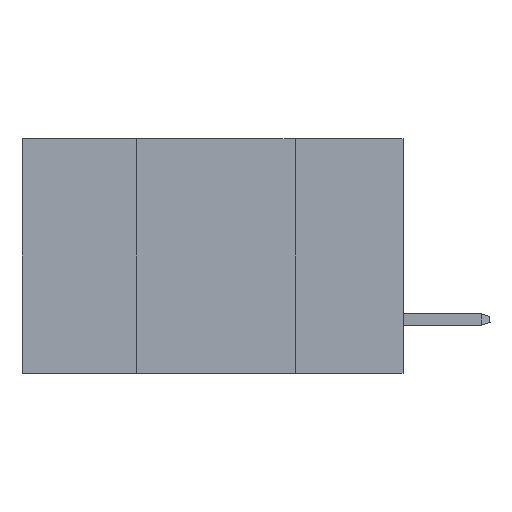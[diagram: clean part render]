
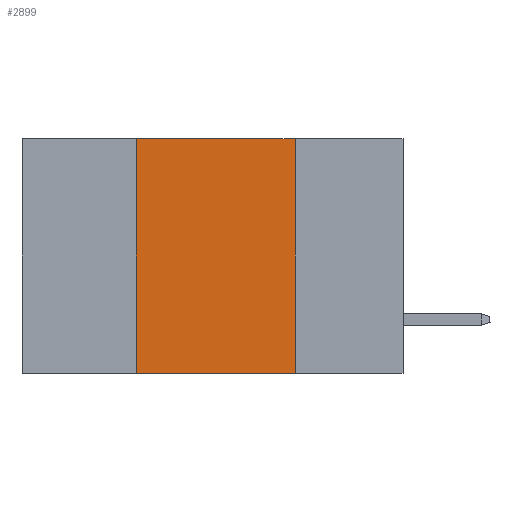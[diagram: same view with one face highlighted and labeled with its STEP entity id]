
A CAD part, left-side view. The second image highlights one B-rep face of the part: STEP entity #2899.
In plain terms, the highlighted planar face has unit normal (-1, 0, 0).
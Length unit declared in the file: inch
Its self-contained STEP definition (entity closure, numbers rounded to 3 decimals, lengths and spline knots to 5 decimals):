
#512 = CARTESIAN_POINT ( 'NONE',  ( 0., 0.42, -0.37 ) ) ;
#1376 = CARTESIAN_POINT ( 'NONE',  ( 0., 0.42, 0. ) ) ;
#2203 = VERTEX_POINT ( 'NONE', #15310 ) ;
#2899 = ADVANCED_FACE ( 'NONE', ( #24467 ), #20721, .F. ) ;
#3123 = DIRECTION ( 'NONE',  ( 0., 0., 1. ) ) ;
#4719 = VECTOR ( 'NONE', #3123, 39.37008 ) ;
#5080 = LINE ( 'NONE', #13160, #6509 ) ;
#5626 = VECTOR ( 'NONE', #10536, 39.37008 ) ;
#6509 = VECTOR ( 'NONE', #18633, 39.37008 ) ;
#6548 = CARTESIAN_POINT ( 'NONE',  ( 0., 0.6, -0.37 ) ) ;
#6655 = CARTESIAN_POINT ( 'NONE',  ( 0., 0.42, 0. ) ) ;
#7443 = ORIENTED_EDGE ( 'NONE', *, *, #19439, .T. ) ;
#8918 = ORIENTED_EDGE ( 'NONE', *, *, #17962, .F. ) ;
#9233 = DIRECTION ( 'NONE',  ( 0., -1., 0. ) ) ;
#9309 = EDGE_LOOP ( 'NONE', ( #10829, #10060, #8918, #7443 ) ) ;
#10055 = CARTESIAN_POINT ( 'NONE',  ( 0., 0.17, -0.37 ) ) ;
#10060 = ORIENTED_EDGE ( 'NONE', *, *, #19032, .F. ) ;
#10536 = DIRECTION ( 'NONE',  ( 0., -1., 0. ) ) ;
#10829 = ORIENTED_EDGE ( 'NONE', *, *, #21237, .F. ) ;
#12636 = LINE ( 'NONE', #6548, #5626 ) ;
#12939 = CARTESIAN_POINT ( 'NONE',  ( 0., 0.6, 0. ) ) ;
#13160 = CARTESIAN_POINT ( 'NONE',  ( 0., 0.17, 0. ) ) ;
#15310 = CARTESIAN_POINT ( 'NONE',  ( 0., 0.17, 0. ) ) ;
#15419 = AXIS2_PLACEMENT_3D ( 'NONE', #22461, #16737, #20857 ) ;
#16737 = DIRECTION ( 'NONE',  ( 1., 0., 0. ) ) ;
#17201 = VERTEX_POINT ( 'NONE', #512 ) ;
#17962 = EDGE_CURVE ( 'NONE', #17201, #23011, #19578, .T. ) ;
#18633 = DIRECTION ( 'NONE',  ( 0., 0., -1. ) ) ;
#18822 = VERTEX_POINT ( 'NONE', #10055 ) ;
#19032 = EDGE_CURVE ( 'NONE', #23011, #2203, #21314, .T. ) ;
#19439 = EDGE_CURVE ( 'NONE', #17201, #18822, #12636, .T. ) ;
#19578 = LINE ( 'NONE', #1376, #4719 ) ;
#20721 = PLANE ( 'NONE',  #15419 ) ;
#20857 = DIRECTION ( 'NONE',  ( 0., 0., -1. ) ) ;
#20860 = VECTOR ( 'NONE', #9233, 39.37008 ) ;
#21237 = EDGE_CURVE ( 'NONE', #2203, #18822, #5080, .T. ) ;
#21314 = LINE ( 'NONE', #12939, #20860 ) ;
#22461 = CARTESIAN_POINT ( 'NONE',  ( 0., 0.6, 0. ) ) ;
#23011 = VERTEX_POINT ( 'NONE', #6655 ) ;
#24467 = FACE_OUTER_BOUND ( 'NONE', #9309, .T. ) ;
